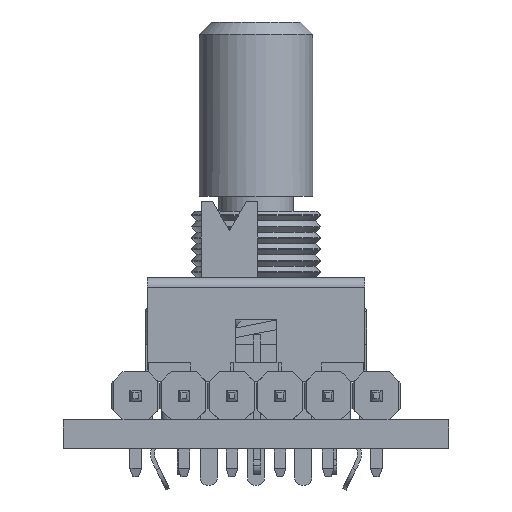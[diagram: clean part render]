
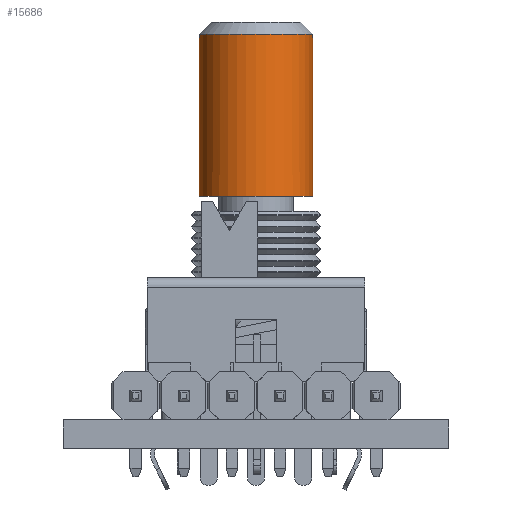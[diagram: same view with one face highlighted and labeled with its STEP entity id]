
A CAD part, left-side view. The second image highlights one B-rep face of the part: STEP entity #15686.
In plain terms, the highlighted cylindrical face has radius 3 mm (diameter 6 mm), a full revolution.
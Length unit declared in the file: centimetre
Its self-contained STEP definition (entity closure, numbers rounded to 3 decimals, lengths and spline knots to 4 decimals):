
#2810=VECTOR('',#19070,1.);
#2812=VECTOR('',#19072,1.);
#4422=LINE('',#23702,#2810);
#4424=LINE('',#23707,#2812);
#6022=VERTEX_POINT('',#23703);
#6023=VERTEX_POINT('',#23704);
#6024=VERTEX_POINT('',#23706);
#6025=VERTEX_POINT('',#23708);
#6028=VERTEX_POINT('',#23726);
#6680=CIRCLE('',#16666,0.3);
#6682=CIRCLE('',#16670,0.3);
#6683=CIRCLE('',#16672,0.3);
#8214=EDGE_CURVE('',#6022,#6023,#4422,.T.);
#8216=EDGE_CURVE('',#6025,#6024,#4424,.T.);
#8220=EDGE_CURVE('',#6024,#6022,#6680,.T.);
#8222=EDGE_CURVE('',#6025,#6023,#6682,.T.);
#8223=EDGE_CURVE('',#6028,#6028,#6683,.T.);
#11825=ORIENTED_EDGE('',*,*,#8214,.T.);
#11826=ORIENTED_EDGE('',*,*,#8222,.F.);
#11827=ORIENTED_EDGE('',*,*,#8216,.T.);
#11828=ORIENTED_EDGE('',*,*,#8220,.T.);
#11829=ORIENTED_EDGE('',*,*,#8223,.T.);
#13858=EDGE_LOOP('',(#11825,#11826,#11827,#11828));
#13859=EDGE_LOOP('',(#11829));
#14833=FACE_BOUND('',#13858,.T.);
#14834=FACE_BOUND('',#13859,.T.);
#15686=ADVANCED_FACE('',(#14833,#14834),#25075,.T.);
#16666=AXIS2_PLACEMENT_3D('',#23719,#19075,#19076);
#16670=AXIS2_PLACEMENT_3D('',#23723,#19082,#19083);
#16671=AXIS2_PLACEMENT_3D('',#23724,#19084,#19085);
#16672=AXIS2_PLACEMENT_3D('',#23725,#19086,#19087);
#19070=DIRECTION('',(0.,0.,1.));
#19072=DIRECTION('',(0.,0.,-1.));
#19075=DIRECTION('',(0.,0.,-1.));
#19076=DIRECTION('',(0.3,0.,0.));
#19082=DIRECTION('',(0.,0.,1.));
#19083=DIRECTION('',(-0.3,0.,0.));
#19084=DIRECTION('',(0.,0.,1.));
#19085=DIRECTION('',(0.3,0.,0.));
#19086=DIRECTION('',(0.,0.,1.));
#19087=DIRECTION('',(0.3,0.,0.));
#23702=CARTESIAN_POINT('',(-0.145,0.2626,1.3225));
#23703=CARTESIAN_POINT('',(-0.145,0.2626,1.01));
#23704=CARTESIAN_POINT('',(-0.145,0.2626,1.635));
#23706=CARTESIAN_POINT('',(-0.145,-0.2626,1.01));
#23707=CARTESIAN_POINT('',(-0.145,-0.2626,1.3225));
#23708=CARTESIAN_POINT('',(-0.145,-0.2626,1.635));
#23719=CARTESIAN_POINT('',(0.,0.,1.01));
#23723=CARTESIAN_POINT('',(0.,0.,1.635));
#23724=CARTESIAN_POINT('',(0.,0.,0.78));
#23725=CARTESIAN_POINT('',(0.,0.,0.78));
#23726=CARTESIAN_POINT('',(0.3,0.,0.78));
#25075=CYLINDRICAL_SURFACE('',#16671,0.3);
